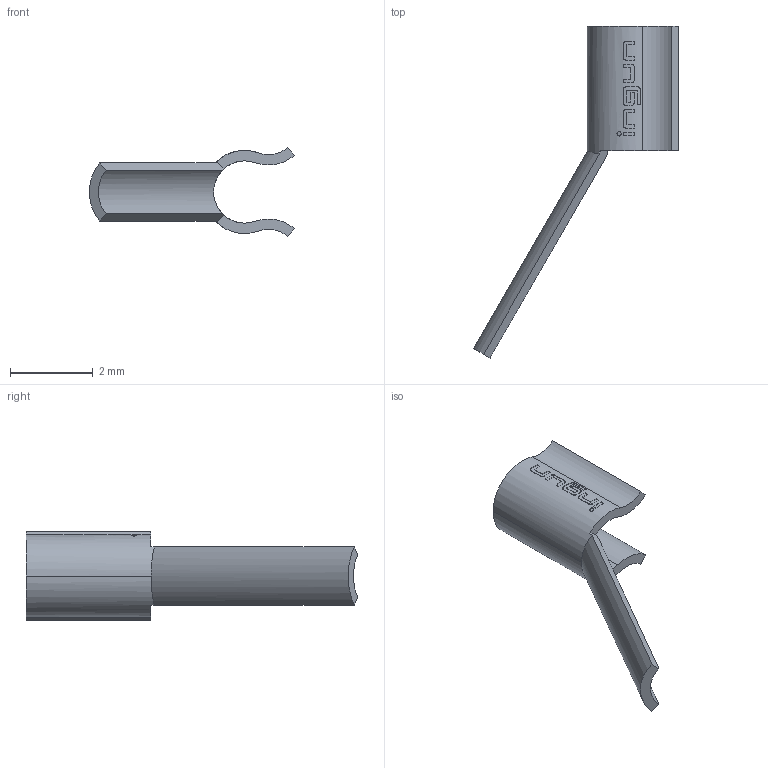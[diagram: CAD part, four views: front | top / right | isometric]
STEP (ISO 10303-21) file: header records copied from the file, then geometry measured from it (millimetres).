
FILE_DESCRIPTION (( 'STEP AP203' ), '1' );
FILE_NAME ('INGUN_KL-300.STEP', '2021-10-06T04:58:28', ( 'ochi' ), ( '' ), 'SwSTEP 2.0', 'SolidWorks 2018', '' );
FILE_SCHEMA (( 'CONFIG_CONTROL_DESIGN' ));
Length unit declared in the file: millimetre
Products named in the file (1): INGUN_KL-300
Bounding box: 4.94 x 8 x 2.15 mm (x, y, z)
Volume: 5.7 mm3; surface area: 52.8 mm2
Topology: 1 solids, 1 shells, 88 faces, 238 edges, 158 vertices
Faces by surface type: plane 50, bspline 22, cylinder 16
Entity records: 3063 total; most frequent: CARTESIAN_POINT 963, ORIENTED_EDGE 476, DIRECTION 338, EDGE_CURVE 238, VERTEX_POINT 158, AXIS2_PLACEMENT_3D 125, EDGE_LOOP 94, ADVANCED_FACE 88
